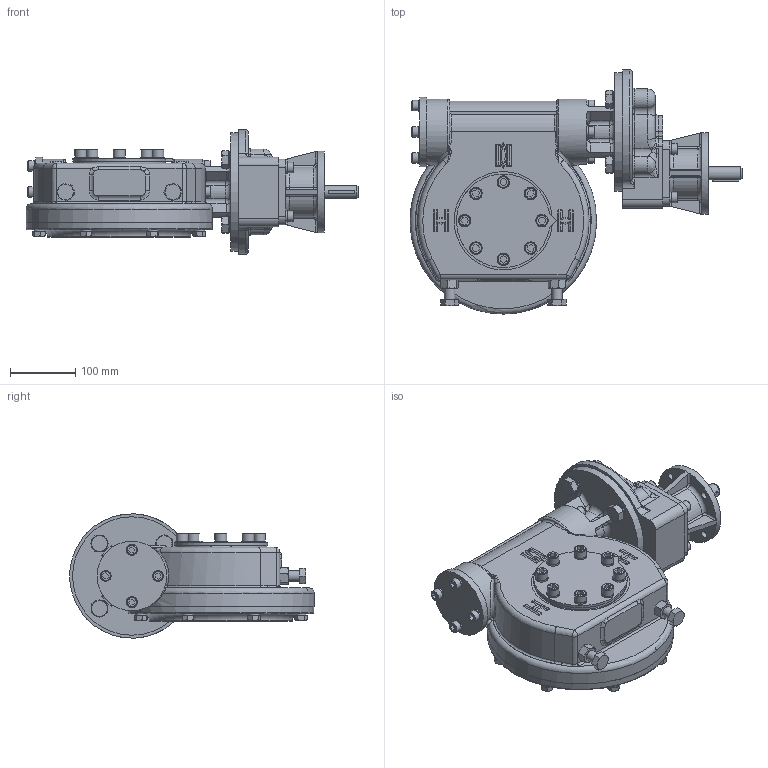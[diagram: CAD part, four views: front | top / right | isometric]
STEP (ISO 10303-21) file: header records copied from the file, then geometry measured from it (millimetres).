
FILE_DESCRIPTION(/* description */ ('Unknown'),/* implementation_level */ '2;1');
FILE_NAME(/* name */ 'PUB-IW52-IR1S_SOLID_0-1',/* time_stamp */ '2019-11-12T14:23:45+00:00',/* author */ ('Unknown'),/* organization */ ('Unknown'),/* preprocessor_version */ 'ST-DEVELOPER v16.7',/* originating_system */ 'DEX',/* authorisation */ $);
FILE_SCHEMA (('AUTOMOTIVE_DESIGN {1 0 10303 214 3 1 1}'));
Products named in the file (1): PUB-IW52-IR1S_SOLID_0-1
Bounding box: 507.15 x 373.07 x 189.82 mm (x, y, z)
Volume: 9300073 mm3; surface area: 490357.8 mm2
Topology: 1 solids, 1 shells, 1614 faces, 4071 edges, 2541 vertices
Faces by surface type: plane 1022, cylinder 232, cone 137, bspline 125, torus 92, sphere 6
Full cylindrical faces by diameter (mm): 0.5 x1, 10.5 x4, 13.835 x8, 16 x14, 16.6 x20, 18 x8, 19 x8, 20 x1, 25.4 x8, 30 x1, 70 x1, 100 x3, 106.25 x1, 125 x1, 140 x1, 150.25 x1, 181 x1
Entity records: 51051 total; most frequent: CARTESIAN_POINT 15151, ORIENTED_EDGE 7718, DIRECTION 6807, EDGE_CURVE 3859, VERTEX_POINT 2487, AXIS2_PLACEMENT_3D 2303, LINE 2201, VECTOR 2201
